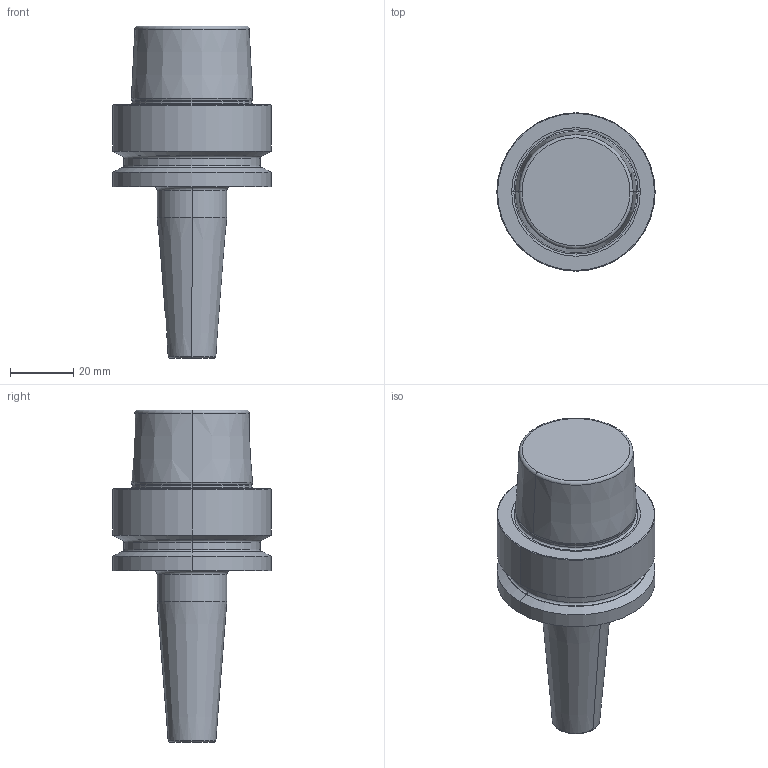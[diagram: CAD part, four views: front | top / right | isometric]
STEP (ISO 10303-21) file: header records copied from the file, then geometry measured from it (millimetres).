
FILE_DESCRIPTION((''),'2;1');
FILE_NAME('30338473','2021-05-25T08:25:52',('bahnemannr'),(''),'CREO PARAMETRIC BY PTC INC, 2019030','CREO PARAMETRIC BY PTC INC, 2019030','');
FILE_SCHEMA(('AP242_MANAGED_MODEL_BASED_3D_ENGINEERING_MIM_LF { 1 0 10303 442 1 1 4 }'));
Length unit declared in the file: millimetre
Products named in the file (1): 30338473
Bounding box: 50 x 50 x 104.9 mm (x, y, z)
Volume: 90957 mm3; surface area: 14594 mm2
Topology: 1 solids, 1 shells, 49 faces, 96 edges, 54 vertices
Faces by surface type: torus 16, cone 14, cylinder 12, plane 7
Entity records: 2114 total; most frequent: DIRECTION 272, CARTESIAN_POINT 205, ORIENTED_EDGE 192, AXIS2_PLACEMENT_3D 123, PRESENTATION_STYLE_ASSIGNMENT 100, STYLED_ITEM 100, CURVE_STYLE 99, EDGE_CURVE 96
